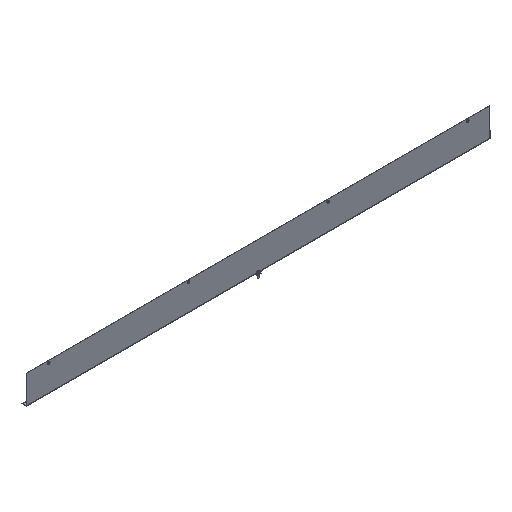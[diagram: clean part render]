
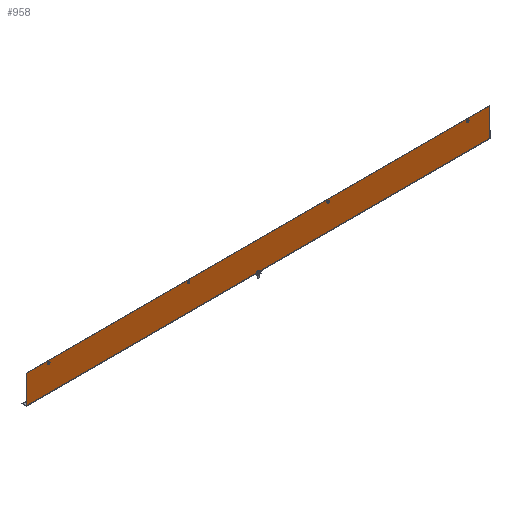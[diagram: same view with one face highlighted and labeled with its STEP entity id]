
A CAD part, isometric view. The second image highlights one B-rep face of the part: STEP entity #958.
In plain terms, the highlighted planar face has unit normal (0, -1, 0).
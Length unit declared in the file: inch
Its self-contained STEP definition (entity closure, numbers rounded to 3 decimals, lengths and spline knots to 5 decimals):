
#3 = VECTOR ( 'NONE', #781, 39.37008 ) ;
#31 = ORIENTED_EDGE ( 'NONE', *, *, #1883, .T. ) ;
#39 = CARTESIAN_POINT ( 'NONE',  ( -27.0005, 0., 3.2895 ) ) ;
#45 = VERTEX_POINT ( 'NONE', #1432 ) ;
#51 = ORIENTED_EDGE ( 'NONE', *, *, #111, .T. ) ;
#60 = ORIENTED_EDGE ( 'NONE', *, *, #1109, .T. ) ;
#111 = EDGE_CURVE ( 'NONE', #1113, #1113, #812, .T. ) ;
#131 = VECTOR ( 'NONE', #1387, 39.37008 ) ;
#138 = EDGE_LOOP ( 'NONE', ( #31 ) ) ;
#147 = CARTESIAN_POINT ( 'NONE',  ( 26.9995, 0., 3.43 ) ) ;
#158 = CIRCLE ( 'NONE', #696, 0.1405 ) ;
#184 = CARTESIAN_POINT ( 'NONE',  ( -29.8435, 0., 0.072 ) ) ;
#197 = VERTEX_POINT ( 'NONE', #39 ) ;
#238 = EDGE_CURVE ( 'NONE', #1686, #1249, #1236, .T. ) ;
#249 = PLANE ( 'NONE',  #1915 ) ;
#257 = EDGE_LOOP ( 'NONE', ( #1028 ) ) ;
#276 = FACE_BOUND ( 'NONE', #138, .T. ) ;
#310 = AXIS2_PLACEMENT_3D ( 'NONE', #430, #1597, #1026 ) ;
#332 = DIRECTION ( 'NONE',  ( 0., 0., -1. ) ) ;
#353 = EDGE_CURVE ( 'NONE', #197, #197, #1175, .T. ) ;
#357 = CARTESIAN_POINT ( 'NONE',  ( -9.0005, 0., 3.2895 ) ) ;
#380 = CIRCLE ( 'NONE', #754, 0.1405 ) ;
#387 = CARTESIAN_POINT ( 'NONE',  ( 29.8435, 0., 0.072 ) ) ;
#421 = AXIS2_PLACEMENT_3D ( 'NONE', #1252, #655, #948 ) ;
#430 = CARTESIAN_POINT ( 'NONE',  ( 8.9995, 0., 3.43 ) ) ;
#486 = LINE ( 'NONE', #184, #131 ) ;
#577 = CARTESIAN_POINT ( 'NONE',  ( -29.8435, 0., 3.718 ) ) ;
#599 = CARTESIAN_POINT ( 'NONE',  ( -9.0005, 0., 3.43 ) ) ;
#600 = EDGE_LOOP ( 'NONE', ( #51 ) ) ;
#610 = DIRECTION ( 'NONE',  ( 0., 0., -1. ) ) ;
#631 = DIRECTION ( 'NONE',  ( 0., 0., 1. ) ) ;
#655 = DIRECTION ( 'NONE',  ( 0., 1., 0. ) ) ;
#662 = VECTOR ( 'NONE', #1664, 39.37008 ) ;
#696 = AXIS2_PLACEMENT_3D ( 'NONE', #147, #748, #610 ) ;
#731 = CARTESIAN_POINT ( 'NONE',  ( -29.8435, 0., 0.072 ) ) ;
#748 = DIRECTION ( 'NONE',  ( 0., 1., 0. ) ) ;
#754 = AXIS2_PLACEMENT_3D ( 'NONE', #599, #1675, #332 ) ;
#781 = DIRECTION ( 'NONE',  ( 0., 0., 1. ) ) ;
#812 = CIRCLE ( 'NONE', #310, 0.1405 ) ;
#843 = EDGE_CURVE ( 'NONE', #1407, #1686, #486, .T. ) ;
#875 = EDGE_LOOP ( 'NONE', ( #893 ) ) ;
#893 = ORIENTED_EDGE ( 'NONE', *, *, #1949, .T. ) ;
#920 = ORIENTED_EDGE ( 'NONE', *, *, #238, .T. ) ;
#948 = DIRECTION ( 'NONE',  ( 0., 0., -1. ) ) ;
#955 = VERTEX_POINT ( 'NONE', #982 ) ;
#958 = ADVANCED_FACE ( 'NONE', ( #1465, #276, #1165, #1446, #1144 ), #249, .T. ) ;
#982 = CARTESIAN_POINT ( 'NONE',  ( 26.9995, 0., 3.2895 ) ) ;
#1004 = ORIENTED_EDGE ( 'NONE', *, *, #1703, .F. ) ;
#1026 = DIRECTION ( 'NONE',  ( 0., 0., -1. ) ) ;
#1028 = ORIENTED_EDGE ( 'NONE', *, *, #353, .T. ) ;
#1094 = CARTESIAN_POINT ( 'NONE',  ( 29.8435, 0., 3.718 ) ) ;
#1109 = EDGE_CURVE ( 'NONE', #1249, #45, #1939, .T. ) ;
#1113 = VERTEX_POINT ( 'NONE', #1132 ) ;
#1123 = VERTEX_POINT ( 'NONE', #357 ) ;
#1132 = CARTESIAN_POINT ( 'NONE',  ( 8.9995, 0., 3.2895 ) ) ;
#1144 = FACE_BOUND ( 'NONE', #257, .T. ) ;
#1165 = FACE_BOUND ( 'NONE', #600, .T. ) ;
#1175 = CIRCLE ( 'NONE', #421, 0.1405 ) ;
#1236 = LINE ( 'NONE', #1665, #3 ) ;
#1249 = VERTEX_POINT ( 'NONE', #1094 ) ;
#1252 = CARTESIAN_POINT ( 'NONE',  ( -27.0005, 0., 3.43 ) ) ;
#1276 = LINE ( 'NONE', #1865, #1607 ) ;
#1387 = DIRECTION ( 'NONE',  ( 1., 0., 0. ) ) ;
#1407 = VERTEX_POINT ( 'NONE', #731 ) ;
#1412 = EDGE_LOOP ( 'NONE', ( #1004, #1647, #920, #60 ) ) ;
#1432 = CARTESIAN_POINT ( 'NONE',  ( -29.8435, 0., 3.718 ) ) ;
#1446 = FACE_BOUND ( 'NONE', #875, .T. ) ;
#1465 = FACE_OUTER_BOUND ( 'NONE', #1412, .T. ) ;
#1597 = DIRECTION ( 'NONE',  ( 0., 1., 0. ) ) ;
#1607 = VECTOR ( 'NONE', #631, 39.37008 ) ;
#1647 = ORIENTED_EDGE ( 'NONE', *, *, #843, .T. ) ;
#1664 = DIRECTION ( 'NONE',  ( -1., 0., 0. ) ) ;
#1665 = CARTESIAN_POINT ( 'NONE',  ( 29.8435, 0., 3.718 ) ) ;
#1675 = DIRECTION ( 'NONE',  ( 0., 1., 0. ) ) ;
#1686 = VERTEX_POINT ( 'NONE', #387 ) ;
#1703 = EDGE_CURVE ( 'NONE', #1407, #45, #1276, .T. ) ;
#1740 = DIRECTION ( 'NONE',  ( 0., -1., 0. ) ) ;
#1758 = DIRECTION ( 'NONE',  ( 0., 0., -1. ) ) ;
#1865 = CARTESIAN_POINT ( 'NONE',  ( -29.8435, 0., 0. ) ) ;
#1883 = EDGE_CURVE ( 'NONE', #1123, #1123, #380, .T. ) ;
#1915 = AXIS2_PLACEMENT_3D ( 'NONE', #577, #1740, #1758 ) ;
#1929 = CARTESIAN_POINT ( 'NONE',  ( -29.8435, 0., 3.718 ) ) ;
#1939 = LINE ( 'NONE', #1929, #662 ) ;
#1949 = EDGE_CURVE ( 'NONE', #955, #955, #158, .T. ) ;
